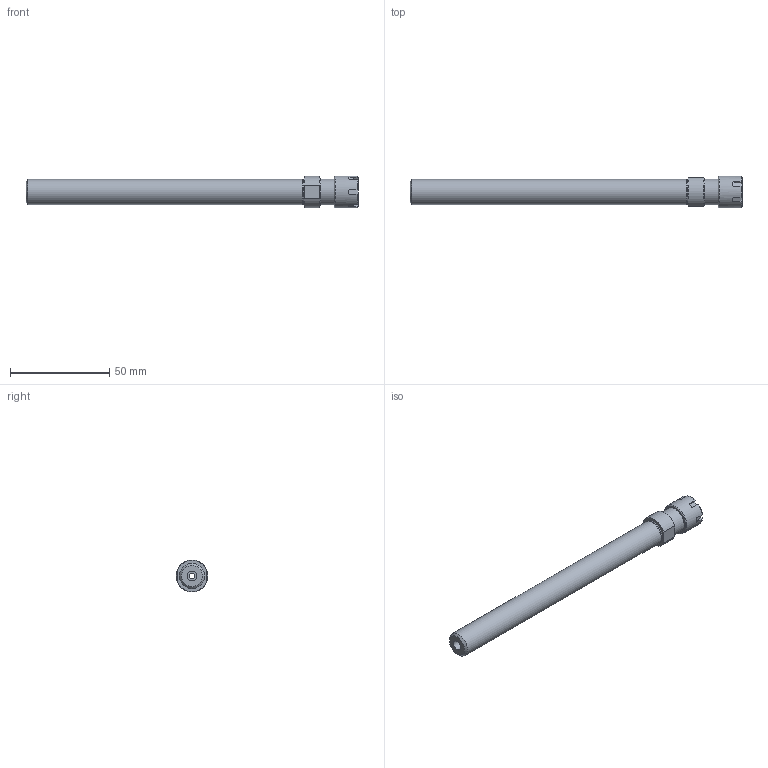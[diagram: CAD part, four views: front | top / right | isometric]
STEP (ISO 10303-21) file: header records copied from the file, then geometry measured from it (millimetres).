
FILE_DESCRIPTION(/* description */ (''),/* implementation_level */ '2;1');
FILE_NAME(/* name */ 'S050-SX06M-0552.stp',/* time_stamp */ '2019-06-18T10:18:10-05:00',/* author */ ('ldfli'),/* organization */ (''),/* preprocessor_version */ 'ST-DEVELOPER v18',/* originating_system */ 'Autodesk Inventor LT',/* authorisation */ '');
FILE_SCHEMA (('AUTOMOTIVE_DESIGN { 1 0 10303 214 3 1 1 }'));
Length unit declared in the file: millimetre
Products named in the file (1): S050-SX06M-0552
Bounding box: 167.08 x 16 x 16 mm (x, y, z)
Volume: 18351.5 mm3; surface area: 10530.2 mm2
Topology: 2 solids, 2 shells, 68 faces, 195 edges, 139 vertices
Faces by surface type: plane 32, cylinder 14, torus 13, cone 9
Full cylindrical faces by diameter (mm): 3 x1, 5 x1, 6.647 x1, 8.2 x1, 8.5 x1, 11 x1, 12.1 x1, 12.25 x1, 12.7 x1, 13 x1, 13.4 x1, 16 x1
Entity records: 2459 total; most frequent: CARTESIAN_POINT 511, DIRECTION 433, ORIENTED_EDGE 390, EDGE_CURVE 195, AXIS2_PLACEMENT_3D 181, VERTEX_POINT 139, CIRCLE 105, EDGE_LOOP 80
